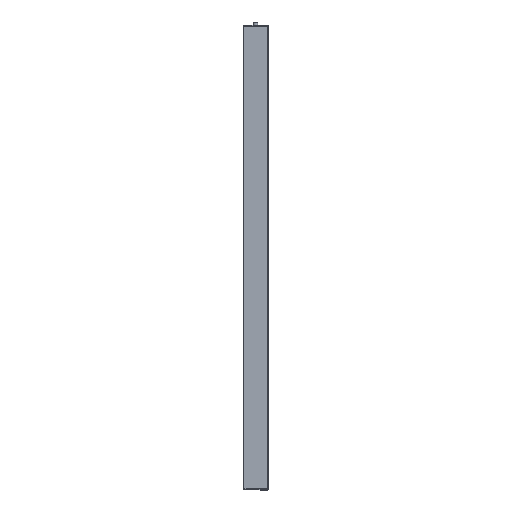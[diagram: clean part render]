
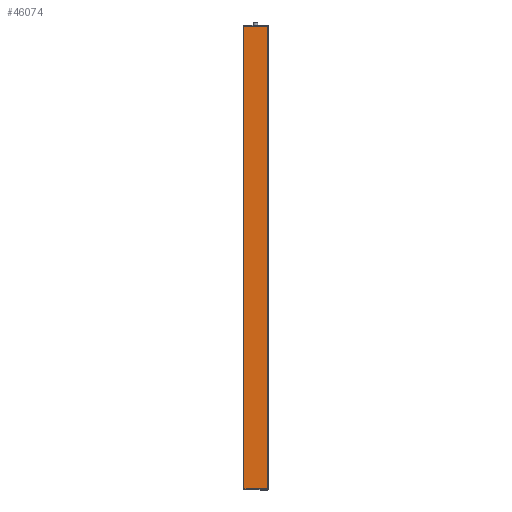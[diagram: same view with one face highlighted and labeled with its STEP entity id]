
A CAD part, left-side view. The second image highlights one B-rep face of the part: STEP entity #46074.
In plain terms, the highlighted planar face has unit normal (-1, 0.024, 0).
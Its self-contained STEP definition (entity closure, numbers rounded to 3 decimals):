
#276 = LINE ( 'NONE', #3975, #17790 ) ;
#730 = EDGE_CURVE ( 'NONE', #2766, #7090, #276, .T. ) ;
#1808 = LINE ( 'NONE', #48949, #41473 ) ;
#2766 = VERTEX_POINT ( 'NONE', #22596 ) ;
#3218 = CARTESIAN_POINT ( 'NONE',  ( -6.102, -0.281, -354.5 ) ) ;
#3563 = FACE_OUTER_BOUND ( 'NONE', #3935, .T. ) ;
#3840 = PLANE ( 'NONE',  #50486 ) ;
#3935 = EDGE_LOOP ( 'NONE', ( #16776, #46501, #22976, #37332 ) ) ;
#3975 = CARTESIAN_POINT ( 'NONE',  ( -6.102, -0.281, 354.5 ) ) ;
#7090 = VERTEX_POINT ( 'NONE', #37750 ) ;
#7934 = DIRECTION ( 'NONE',  ( 0.024, 1., 0. ) ) ;
#12491 = CARTESIAN_POINT ( 'NONE',  ( -6.102, -0.281, -354.5 ) ) ;
#12846 = DIRECTION ( 'NONE',  ( 1., -0.024, 0. ) ) ;
#13554 = LINE ( 'NONE', #17245, #38343 ) ;
#14868 = VERTEX_POINT ( 'NONE', #49678 ) ;
#16514 = VECTOR ( 'NONE', #20986, 1000. ) ;
#16776 = ORIENTED_EDGE ( 'NONE', *, *, #730, .T. ) ;
#17245 = CARTESIAN_POINT ( 'NONE',  ( -5.227, 36.312, -354.5 ) ) ;
#17790 = VECTOR ( 'NONE', #7934, 1000. ) ;
#20986 = DIRECTION ( 'NONE',  ( 0., 0., 1. ) ) ;
#22596 = CARTESIAN_POINT ( 'NONE',  ( -6.102, -0.281, 354.5 ) ) ;
#22976 = ORIENTED_EDGE ( 'NONE', *, *, #47125, .F. ) ;
#25310 = DIRECTION ( 'NONE',  ( 0.024, 1., 0. ) ) ;
#25576 = CARTESIAN_POINT ( 'NONE',  ( -6.102, -0.281, -354.5 ) ) ;
#29592 = VERTEX_POINT ( 'NONE', #3218 ) ;
#31431 = LINE ( 'NONE', #12491, #16514 ) ;
#34916 = EDGE_CURVE ( 'NONE', #14868, #7090, #13554, .T. ) ;
#37093 = EDGE_CURVE ( 'NONE', #29592, #2766, #31431, .T. ) ;
#37332 = ORIENTED_EDGE ( 'NONE', *, *, #37093, .T. ) ;
#37750 = CARTESIAN_POINT ( 'NONE',  ( -5.227, 36.312, 354.5 ) ) ;
#38343 = VECTOR ( 'NONE', #47722, 1000. ) ;
#41473 = VECTOR ( 'NONE', #44451, 1000. ) ;
#44451 = DIRECTION ( 'NONE',  ( 0.024, 1., 0. ) ) ;
#46074 = ADVANCED_FACE ( 'NONE', ( #3563 ), #3840, .F. ) ;
#46501 = ORIENTED_EDGE ( 'NONE', *, *, #34916, .F. ) ;
#47125 = EDGE_CURVE ( 'NONE', #29592, #14868, #1808, .T. ) ;
#47722 = DIRECTION ( 'NONE',  ( 0., 0., 1. ) ) ;
#48949 = CARTESIAN_POINT ( 'NONE',  ( -6.102, -0.281, -354.5 ) ) ;
#49678 = CARTESIAN_POINT ( 'NONE',  ( -5.227, 36.312, -354.5 ) ) ;
#50486 = AXIS2_PLACEMENT_3D ( 'NONE', #25576, #12846, #25310 ) ;
